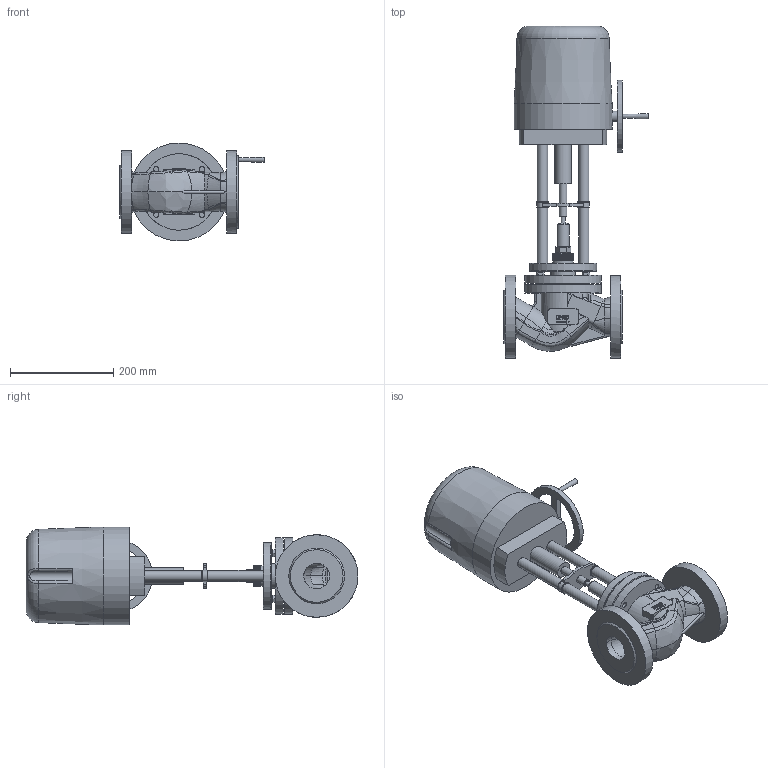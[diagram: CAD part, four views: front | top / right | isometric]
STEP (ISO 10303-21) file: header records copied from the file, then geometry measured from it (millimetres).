
FILE_DESCRIPTION(/* description */ (''),/* implementation_level */ '2;1');
FILE_NAME(/* name */ 'Р11 DN50 + ЭПА_ЭПР 204.stp',/* time_stamp */ '2024-03-17T11:17:42+03:00',/* author */ ('kostr'),/* organization */ ('none'),/* preprocessor_version */ 'ST-DEVELOPER v18.1',/* originating_system */ 'AutoCAD Mechanical',/* authorisation */ 'none');
FILE_SCHEMA (('AUTOMOTIVE_DESIGN { 1 0 10303 214 3 1 1 }'));
Products named in the file (4): Product2; Product1; Product; EPR204
Assembly tree (3 placements, depth 3):
  Product2
    Product1
      Product
      EPR204
Bounding box: 280 x 643.49 x 189.95 mm (x, y, z)
Volume: 8095609 mm3; surface area: 582423.7 mm2
Topology: 3 solids, 5 shells, 1113 faces, 3717 edges, 2673 vertices
Faces by surface type: plane 785, bspline 188, cylinder 105, cone 21, torus 14
Full cylindrical faces by diameter (mm): 8 x1, 10 x4, 12.5 x3, 13.749 x1, 14.6 x2, 15 x2, 16 x1, 18 x1, 20 x8, 21 x1, 22 x4, 22.8 x4, 23 x1, 24 x7, 32 x1, 40 x14, 41 x1, 48 x2, 58.3 x1, 61 x2, 64 x1, 66 x1, 74 x1, 75 x1, 79 x1, 96 x1, 130 x1, 140 x1, 148 x2, 160 x2
Entity records: 64855 total; most frequent: CARTESIAN_POINT 34066, ORIENTED_EDGE 7430, DIRECTION 5046, EDGE_CURVE 3715, VERTEX_POINT 2673, LINE 1976, VECTOR 1976, AXIS2_PLACEMENT_3D 1535
